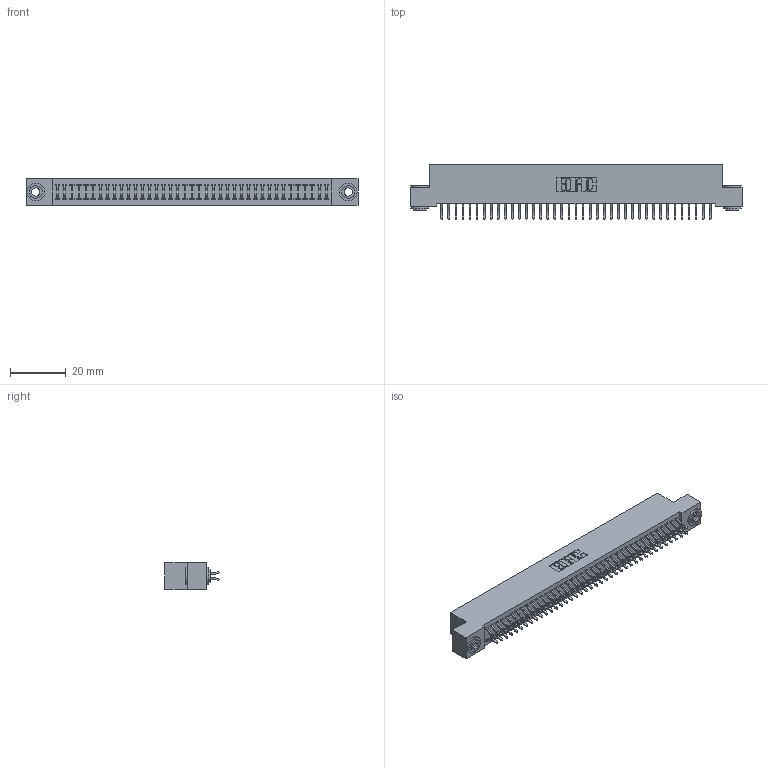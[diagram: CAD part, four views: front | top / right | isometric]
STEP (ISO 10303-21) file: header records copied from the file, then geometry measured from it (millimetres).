
FILE_DESCRIPTION (( 'STEP AP203' ), '1' );
FILE_NAME ('392-078-556-203.STEP', '2019-10-09T14:10:38', ( '' ), ( '' ), 'SwSTEP 2.0', 'SolidWorks 2016', '' );
FILE_SCHEMA (( 'CONFIG_CONTROL_DESIGN' ));
Length unit declared in the file: inch
Products named in the file (4): 342 Part_.156 TH; 345-292-001_556 Tail; 342-250-002_345-250-002-102; 392-078-556-203
Assembly tree (81 placements, depth 2):
  392-078-556-203
    342 Part_.156 TH
    345-292-001_556 Tail  x78
    342-250-002_345-250-002-102  x2
Bounding box: 119.38 x 19.58 x 9.4 mm (x, y, z)
Volume: 10732.9 mm3; surface area: 17535 mm2
Topology: 81 solids, 81 shells, 4672 faces, 13869 edges, 9138 vertices
Faces by surface type: plane 3196, cylinder 1468, cone 8
Entity records: 26216 total; most frequent: CARTESIAN_POINT 4337, ORIENTED_EDGE 4254, DIRECTION 3733, EDGE_CURVE 2127, VECTOR 1967, LINE 1967, VERTEX_POINT 1414, AXIS2_PLACEMENT_3D 883
